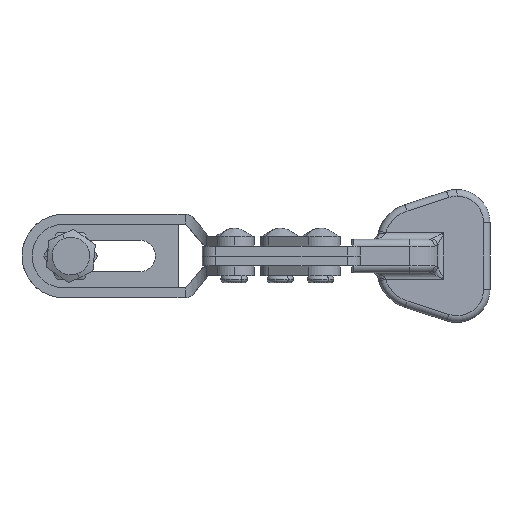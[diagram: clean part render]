
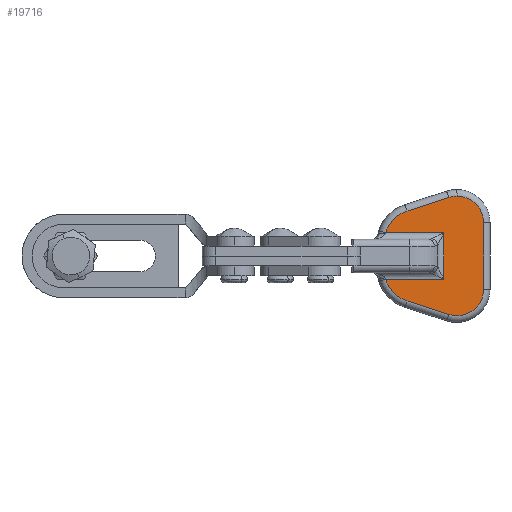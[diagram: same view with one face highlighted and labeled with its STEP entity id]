
A CAD part, front view. The second image highlights one B-rep face of the part: STEP entity #19716.
In plain terms, the highlighted face is planar.
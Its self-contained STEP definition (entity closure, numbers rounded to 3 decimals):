
#328 = VERTEX_POINT ( 'NONE', #12638 ) ;
#1309 = VECTOR ( 'NONE', #5947, 1000. ) ;
#1856 = DIRECTION ( 'NONE',  ( 0., 0., 1. ) ) ;
#1937 = VECTOR ( 'NONE', #23781, 1000. ) ;
#2353 = VERTEX_POINT ( 'NONE', #25133 ) ;
#2354 = CARTESIAN_POINT ( 'NONE',  ( 23.995, 2.2, 3.5 ) ) ;
#2720 = ORIENTED_EDGE ( 'NONE', *, *, #7641, .T. ) ;
#2761 = PLANE ( 'NONE',  #31134 ) ;
#3004 = LINE ( 'NONE', #2354, #27870 ) ;
#3034 = CIRCLE ( 'NONE', #10449, 4. ) ;
#3574 = VECTOR ( 'NONE', #4822, 1000. ) ;
#4822 = DIRECTION ( 'NONE',  ( 0., 0., -1. ) ) ;
#4861 = ORIENTED_EDGE ( 'NONE', *, *, #26985, .T. ) ;
#5320 = VERTEX_POINT ( 'NONE', #26730 ) ;
#5947 = DIRECTION ( 'NONE',  ( -0.952, 0., -0.307 ) ) ;
#6556 = EDGE_CURVE ( 'NONE', #30769, #13234, #29130, .T. ) ;
#6799 = EDGE_CURVE ( 'NONE', #13234, #2353, #3034, .T. ) ;
#7143 = VERTEX_POINT ( 'NONE', #14507 ) ;
#7641 = EDGE_CURVE ( 'NONE', #28192, #15093, #3004, .T. ) ;
#7935 = DIRECTION ( 'NONE',  ( -1., 0., 0. ) ) ;
#8077 = LINE ( 'NONE', #21351, #1309 ) ;
#8722 = ORIENTED_EDGE ( 'NONE', *, *, #16596, .T. ) ;
#9198 = ORIENTED_EDGE ( 'NONE', *, *, #11568, .T. ) ;
#9946 = CARTESIAN_POINT ( 'NONE',  ( 24.697, 2.2, -2.5 ) ) ;
#10122 = VERTEX_POINT ( 'NONE', #22046 ) ;
#10449 = AXIS2_PLACEMENT_3D ( 'NONE', #27683, #12287, #30291 ) ;
#10538 = ORIENTED_EDGE ( 'NONE', *, *, #13212, .T. ) ;
#10696 = DIRECTION ( 'NONE',  ( 0., 0., 1. ) ) ;
#11170 = LINE ( 'NONE', #9946, #3574 ) ;
#11326 = EDGE_CURVE ( 'NONE', #15093, #5320, #11170, .T. ) ;
#11568 = EDGE_CURVE ( 'NONE', #5320, #7143, #32110, .T. ) ;
#12287 = DIRECTION ( 'NONE',  ( 0., -1., 0. ) ) ;
#12638 = CARTESIAN_POINT ( 'NONE',  ( 25.461, 2.2, -8.806 ) ) ;
#13212 = EDGE_CURVE ( 'NONE', #328, #30769, #30427, .T. ) ;
#13234 = VERTEX_POINT ( 'NONE', #25435 ) ;
#13612 = CARTESIAN_POINT ( 'NONE',  ( 26.69, 2.2, 5. ) ) ;
#13964 = CARTESIAN_POINT ( 'NONE',  ( 24.697, 2.2, 3.5 ) ) ;
#14142 = CIRCLE ( 'NONE', #28191, 4. ) ;
#14195 = CARTESIAN_POINT ( 'NONE',  ( 30.69, 2.2, -2.011 ) ) ;
#14431 = ORIENTED_EDGE ( 'NONE', *, *, #6799, .T. ) ;
#14507 = CARTESIAN_POINT ( 'NONE',  ( 15.917, 2.2, -3.5 ) ) ;
#14531 = DIRECTION ( 'NONE',  ( 0., -1., 0. ) ) ;
#14595 = AXIS2_PLACEMENT_3D ( 'NONE', #29948, #14531, #32557 ) ;
#14642 = VECTOR ( 'NONE', #27118, 1000. ) ;
#15093 = VERTEX_POINT ( 'NONE', #13964 ) ;
#15096 = CARTESIAN_POINT ( 'NONE',  ( 26.69, 2.2, -5. ) ) ;
#15253 = CARTESIAN_POINT ( 'NONE',  ( 19.153, 2.2, -6.769 ) ) ;
#15530 = LINE ( 'NONE', #21183, #1937 ) ;
#15920 = VERTEX_POINT ( 'NONE', #26493 ) ;
#16184 = DIRECTION ( 'NONE',  ( 0., 0., 1. ) ) ;
#16596 = EDGE_CURVE ( 'NONE', #10122, #28192, #29878, .T. ) ;
#17138 = DIRECTION ( 'NONE',  ( 0., -1., 0. ) ) ;
#17306 = FACE_OUTER_BOUND ( 'NONE', #28505, .T. ) ;
#17663 = DIRECTION ( 'NONE',  ( 0., 0., 1. ) ) ;
#17982 = AXIS2_PLACEMENT_3D ( 'NONE', #15096, #33135, #17663 ) ;
#18406 = VECTOR ( 'NONE', #7935, 1000. ) ;
#19127 = ORIENTED_EDGE ( 'NONE', *, *, #11326, .T. ) ;
#19716 = ADVANCED_FACE ( 'NONE', ( #17306 ), #2761, .F. ) ;
#19781 = CARTESIAN_POINT ( 'NONE',  ( 30.69, 2.2, -5. ) ) ;
#19832 = EDGE_CURVE ( 'NONE', #15920, #10122, #8077, .T. ) ;
#21183 = CARTESIAN_POINT ( 'NONE',  ( 19.153, 2.2, -6.769 ) ) ;
#21351 = CARTESIAN_POINT ( 'NONE',  ( 17.977, 2.2, 6.389 ) ) ;
#21710 = ORIENTED_EDGE ( 'NONE', *, *, #32617, .T. ) ;
#22046 = CARTESIAN_POINT ( 'NONE',  ( 19.153, 2.2, 6.769 ) ) ;
#23500 = CARTESIAN_POINT ( 'NONE',  ( 20.69, 2.2, -2.011 ) ) ;
#23533 = CARTESIAN_POINT ( 'NONE',  ( 15.917, 2.2, 3.5 ) ) ;
#23768 = ORIENTED_EDGE ( 'NONE', *, *, #19832, .T. ) ;
#23781 = DIRECTION ( 'NONE',  ( 0.952, 0., -0.307 ) ) ;
#24317 = ORIENTED_EDGE ( 'NONE', *, *, #6556, .T. ) ;
#25133 = CARTESIAN_POINT ( 'NONE',  ( 26.69, 2.2, 9. ) ) ;
#25435 = CARTESIAN_POINT ( 'NONE',  ( 30.69, 2.2, 5. ) ) ;
#26074 = DIRECTION ( 'NONE',  ( 0., 1., 0. ) ) ;
#26493 = CARTESIAN_POINT ( 'NONE',  ( 25.461, 2.2, 8.806 ) ) ;
#26730 = CARTESIAN_POINT ( 'NONE',  ( 24.697, 2.2, -3.5 ) ) ;
#26985 = EDGE_CURVE ( 'NONE', #2353, #15920, #14142, .T. ) ;
#27118 = DIRECTION ( 'NONE',  ( 0., 0., 1. ) ) ;
#27543 = ORIENTED_EDGE ( 'NONE', *, *, #32364, .T. ) ;
#27635 = VERTEX_POINT ( 'NONE', #15253 ) ;
#27683 = CARTESIAN_POINT ( 'NONE',  ( 26.69, 2.2, 5. ) ) ;
#27870 = VECTOR ( 'NONE', #28389, 1000. ) ;
#28009 = CIRCLE ( 'NONE', #32661, 5. ) ;
#28191 = AXIS2_PLACEMENT_3D ( 'NONE', #13612, #31620, #16184 ) ;
#28192 = VERTEX_POINT ( 'NONE', #23533 ) ;
#28389 = DIRECTION ( 'NONE',  ( 1., 0., 0. ) ) ;
#28505 = EDGE_LOOP ( 'NONE', ( #23768, #8722, #2720, #19127, #9198, #27543, #21710, #10538, #24317, #14431, #4861 ) ) ;
#28515 = CARTESIAN_POINT ( 'NONE',  ( 14.71, 2.2, -3.5 ) ) ;
#29130 = LINE ( 'NONE', #14195, #14642 ) ;
#29878 = CIRCLE ( 'NONE', #14595, 5. ) ;
#29948 = CARTESIAN_POINT ( 'NONE',  ( 20.69, 2.2, 2.011 ) ) ;
#30291 = DIRECTION ( 'NONE',  ( 0., 0., 1. ) ) ;
#30427 = CIRCLE ( 'NONE', #17982, 4. ) ;
#30769 = VERTEX_POINT ( 'NONE', #19781 ) ;
#31134 = AXIS2_PLACEMENT_3D ( 'NONE', #23500, #26074, #10696 ) ;
#31620 = DIRECTION ( 'NONE',  ( 0., -1., 0. ) ) ;
#32110 = LINE ( 'NONE', #28515, #18406 ) ;
#32364 = EDGE_CURVE ( 'NONE', #7143, #27635, #28009, .T. ) ;
#32557 = DIRECTION ( 'NONE',  ( 0., 0., 1. ) ) ;
#32604 = CARTESIAN_POINT ( 'NONE',  ( 20.69, 2.2, -2.011 ) ) ;
#32617 = EDGE_CURVE ( 'NONE', #27635, #328, #15530, .T. ) ;
#32661 = AXIS2_PLACEMENT_3D ( 'NONE', #32604, #17138, #1856 ) ;
#33135 = DIRECTION ( 'NONE',  ( 0., -1., 0. ) ) ;
